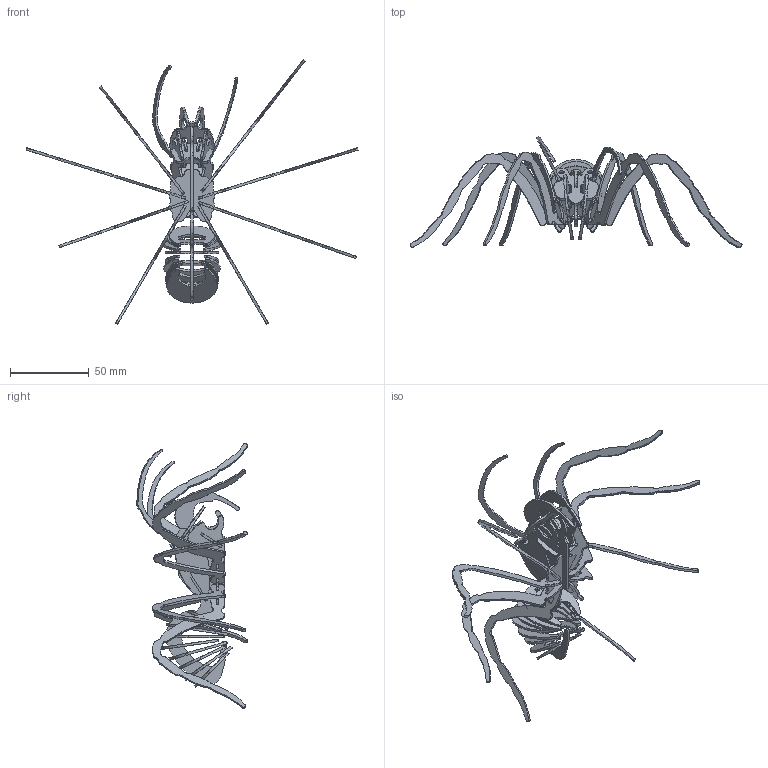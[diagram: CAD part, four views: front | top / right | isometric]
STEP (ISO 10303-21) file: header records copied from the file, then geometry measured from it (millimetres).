
FILE_DESCRIPTION (( 'STEP AP214' ), '1' );
FILE_NAME ('Spinne.STEP', '2012-04-26T15:03:45', ( 'JuanEs Peace' ), ( '' ), 'SwSTEP 2.0', 'SolidWorks 2012', '' );
FILE_SCHEMA (( 'AUTOMOTIVE_DESIGN' ));
Length unit declared in the file: millimetre
Products named in the file (29): Boss-Extrude1[28]; Boss-Extrude1[27]; Boss-Extrude1[26]; Boss-Extrude1[25]; Boss-Extrude1[24]; Boss-Extrude1[23]; Boss-Extrude1[22]; Boss-Extrude1[21]; Boss-Extrude1[20]; Boss-Extrude1[19]; Boss-Extrude1[18]; Boss-Extrude1[17]; Boss-Extrude1[16]; Boss-Extrude1[15]; Boss-Extrude1[14]; Boss-Extrude1[13]; Boss-Extrude1[12]; Boss-Extrude1[11]; Boss-Extrude1[10]; Boss-Extrude1[9]; Boss-Extrude1[8]; Boss-Extrude1[7]; Boss-Extrude1[6]; Boss-Extrude1[5]; Boss-Extrude1[4]; Boss-Extrude1[3]; Boss-Extrude1[2]; Boss-Extrude1[1]; Spinne
Assembly tree (28 placements, depth 2):
  Spinne
    Boss-Extrude1[1]
    Boss-Extrude1[2]
    Boss-Extrude1[3]
    Boss-Extrude1[4]
    Boss-Extrude1[5]
    Boss-Extrude1[6]
    Boss-Extrude1[7]
    Boss-Extrude1[8]
    Boss-Extrude1[9]
    Boss-Extrude1[10]
    Boss-Extrude1[11]
    Boss-Extrude1[12]
    Boss-Extrude1[13]
    Boss-Extrude1[14]
    Boss-Extrude1[15]
    Boss-Extrude1[16]
    Boss-Extrude1[17]
    Boss-Extrude1[18]
    Boss-Extrude1[19]
    Boss-Extrude1[20]
    Boss-Extrude1[21]
    Boss-Extrude1[22]
    Boss-Extrude1[23]
    Boss-Extrude1[24]
    Boss-Extrude1[25]
    Boss-Extrude1[26]
    Boss-Extrude1[27]
    Boss-Extrude1[28]
Bounding box: 210.16 x 69.89 x 167.59 mm (x, y, z)
Volume: 26669.6 mm3; surface area: 45846.6 mm2
Topology: 28 solids, 28 shells, 1188 faces, 3396 edges, 2264 vertices
Faces by surface type: cylinder 839, plane 349
Entity records: 40868 total; most frequent: DIRECTION 7512, CARTESIAN_POINT 6879, ORIENTED_EDGE 6792, EDGE_CURVE 3396, AXIS2_PLACEMENT_3D 2897, VERTEX_POINT 2264, VECTOR 1718, LINE 1718
